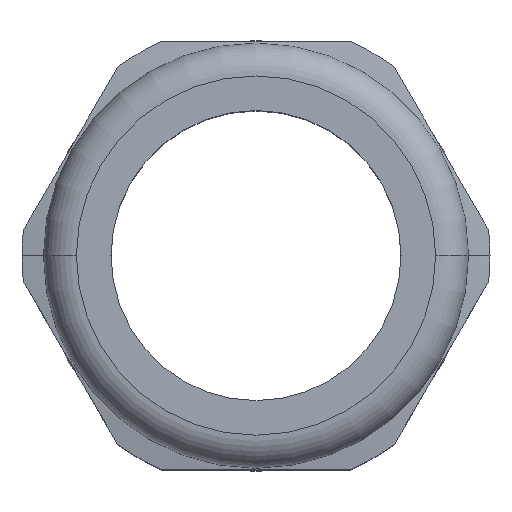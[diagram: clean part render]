
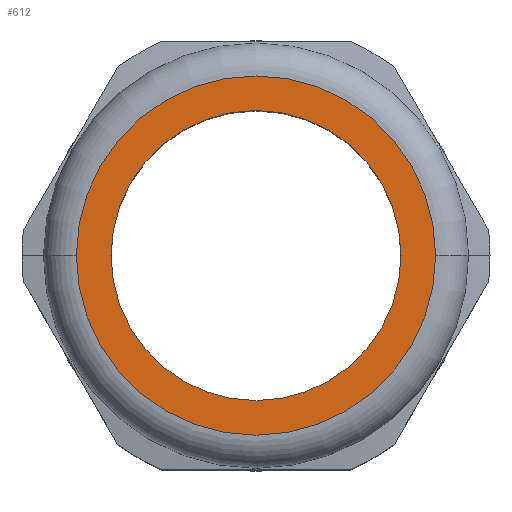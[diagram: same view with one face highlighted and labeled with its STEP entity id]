
A CAD part, top view. The second image highlights one B-rep face of the part: STEP entity #612.
In plain terms, the highlighted planar face has unit normal (0, 0, 1).
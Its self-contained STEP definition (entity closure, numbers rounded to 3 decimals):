
#3 = CARTESIAN_POINT ( 'NONE',  ( 27.25, 0., 49. ) ) ;
#21 = CARTESIAN_POINT ( 'NONE',  ( -27.25, 0., 49. ) ) ;
#24 = CARTESIAN_POINT ( 'NONE',  ( -22., 0., 49. ) ) ;
#146 = AXIS2_PLACEMENT_3D ( 'NONE', #1605, #1606, #1607 ) ;
#154 = AXIS2_PLACEMENT_3D ( 'NONE', #1586, #1587, #1588 ) ;
#155 = AXIS2_PLACEMENT_3D ( 'NONE', #1589, #1590, #1591 ) ;
#474 = CIRCLE ( 'NONE', #146, 22. ) ;
#478 = CIRCLE ( 'NONE', #155, 22. ) ;
#479 = CIRCLE ( 'NONE', #154, 27.25 ) ;
#499 = CIRCLE ( 'NONE', #962, 27.25 ) ;
#612 = ADVANCED_FACE ( 'NONE', ( #990, #984 ), #1354, .T. ) ;
#624 = EDGE_CURVE ( 'NONE', #1134, #1152, #499, .T. ) ;
#672 = EDGE_CURVE ( 'NONE', #1152, #1134, #479, .T. ) ;
#673 = EDGE_CURVE ( 'NONE', #1131, #1155, #478, .T. ) ;
#678 = EDGE_CURVE ( 'NONE', #1155, #1131, #474, .T. ) ;
#725 = EDGE_LOOP ( 'NONE', ( #776, #774 ) ) ;
#726 = EDGE_LOOP ( 'NONE', ( #777, #773 ) ) ;
#773 = ORIENTED_EDGE ( 'NONE', *, *, #672, .T. ) ;
#774 = ORIENTED_EDGE ( 'NONE', *, *, #678, .F. ) ;
#776 = ORIENTED_EDGE ( 'NONE', *, *, #673, .F. ) ;
#777 = ORIENTED_EDGE ( 'NONE', *, *, #624, .T. ) ;
#962 = AXIS2_PLACEMENT_3D ( 'NONE', #1311, #1310, #1309 ) ;
#982 = AXIS2_PLACEMENT_3D ( 'NONE', #1353, #1352, #1351 ) ;
#984 = FACE_OUTER_BOUND ( 'NONE', #726, .T. ) ;
#990 = FACE_BOUND ( 'NONE', #725, .T. ) ;
#1131 = VERTEX_POINT ( 'NONE', #1635 ) ;
#1134 = VERTEX_POINT ( 'NONE', #3 ) ;
#1152 = VERTEX_POINT ( 'NONE', #21 ) ;
#1155 = VERTEX_POINT ( 'NONE', #24 ) ;
#1309 = DIRECTION ( 'NONE',  ( 1., 0., 0. ) ) ;
#1310 = DIRECTION ( 'NONE',  ( 0., 0., 1. ) ) ;
#1311 = CARTESIAN_POINT ( 'NONE',  ( 0., 0., 49. ) ) ;
#1351 = DIRECTION ( 'NONE',  ( 1., 0., 0. ) ) ;
#1352 = DIRECTION ( 'NONE',  ( 0., 0., 1. ) ) ;
#1353 = CARTESIAN_POINT ( 'NONE',  ( 0., 0., 49. ) ) ;
#1354 = PLANE ( 'NONE',  #982 ) ;
#1586 = CARTESIAN_POINT ( 'NONE',  ( 0., 0., 49. ) ) ;
#1587 = DIRECTION ( 'NONE',  ( 0., 0., 1. ) ) ;
#1588 = DIRECTION ( 'NONE',  ( 1., 0., 0. ) ) ;
#1589 = CARTESIAN_POINT ( 'NONE',  ( 0., 0., 49. ) ) ;
#1590 = DIRECTION ( 'NONE',  ( 0., 0., 1. ) ) ;
#1591 = DIRECTION ( 'NONE',  ( 1., 0., 0. ) ) ;
#1605 = CARTESIAN_POINT ( 'NONE',  ( 0., 0., 49. ) ) ;
#1606 = DIRECTION ( 'NONE',  ( 0., 0., 1. ) ) ;
#1607 = DIRECTION ( 'NONE',  ( 1., 0., 0. ) ) ;
#1635 = CARTESIAN_POINT ( 'NONE',  ( 22., 0., 49. ) ) ;
